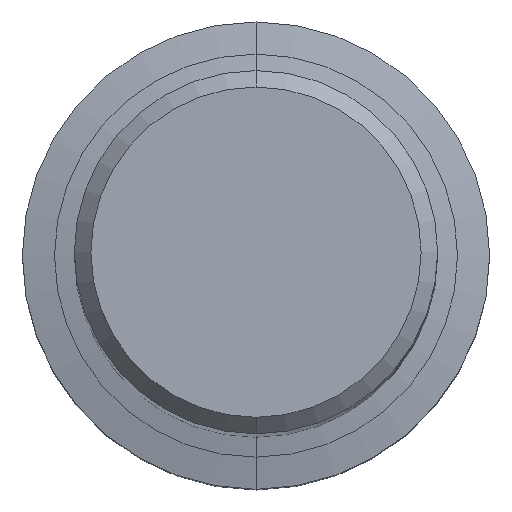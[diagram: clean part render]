
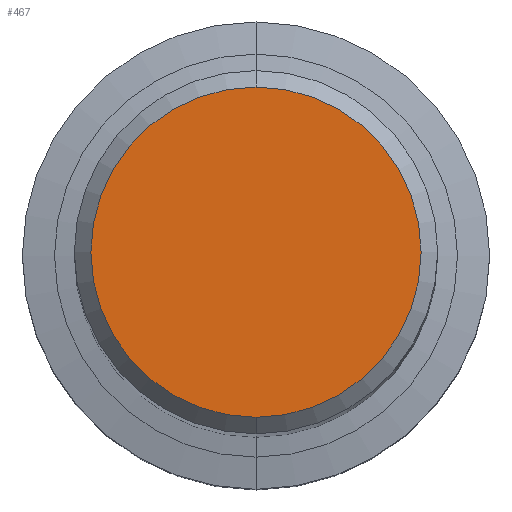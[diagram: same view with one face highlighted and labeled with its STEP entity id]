
A CAD part, top view. The second image highlights one B-rep face of the part: STEP entity #467.
In plain terms, the highlighted planar face has unit normal (0, 0, 1).
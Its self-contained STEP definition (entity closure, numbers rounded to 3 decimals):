
#403=VERTEX_POINT('',#777);
#429=VERTEX_POINT('',#804);
#467=ADVANCED_FACE('',(#850),#851,.T.);
#493=EDGE_CURVE('',#403,#429,#879,.T.);
#495=EDGE_CURVE('',#429,#403,#881,.T.);
#777=CARTESIAN_POINT('',(0.0,10.0,0.0));
#804=CARTESIAN_POINT('',(0.,-10.0,0.0));
#850=FACE_OUTER_BOUND('',#1546,.T.);
#851=PLANE('',#1547);
#879=CIRCLE('',#1655,10.0);
#881=CIRCLE('',#1658,10.0);
#1546=EDGE_LOOP('',(#2142,#2143));
#1547=AXIS2_PLACEMENT_3D('',#2144,#2145,#2146);
#1655=AXIS2_PLACEMENT_3D('',#2179,#2180,#2181);
#1658=AXIS2_PLACEMENT_3D('',#2182,#2183,#2184);
#2142=ORIENTED_EDGE('',*,*,#493,.F.);
#2143=ORIENTED_EDGE('',*,*,#495,.F.);
#2144=CARTESIAN_POINT('',(0.0,5.0,0.0));
#2145=DIRECTION('',(-0.0,0.0,1.0));
#2146=DIRECTION('',(0.0,-1.0,0.0));
#2179=CARTESIAN_POINT('',(0.0,0.0,0.0));
#2180=DIRECTION('',(0.0,0.0,-1.0));
#2181=DIRECTION('',(0.0,1.0,0.0));
#2182=CARTESIAN_POINT('',(0.0,0.0,0.0));
#2183=DIRECTION('',(0.0,0.0,-1.0));
#2184=DIRECTION('',(0.0,1.0,0.0));
